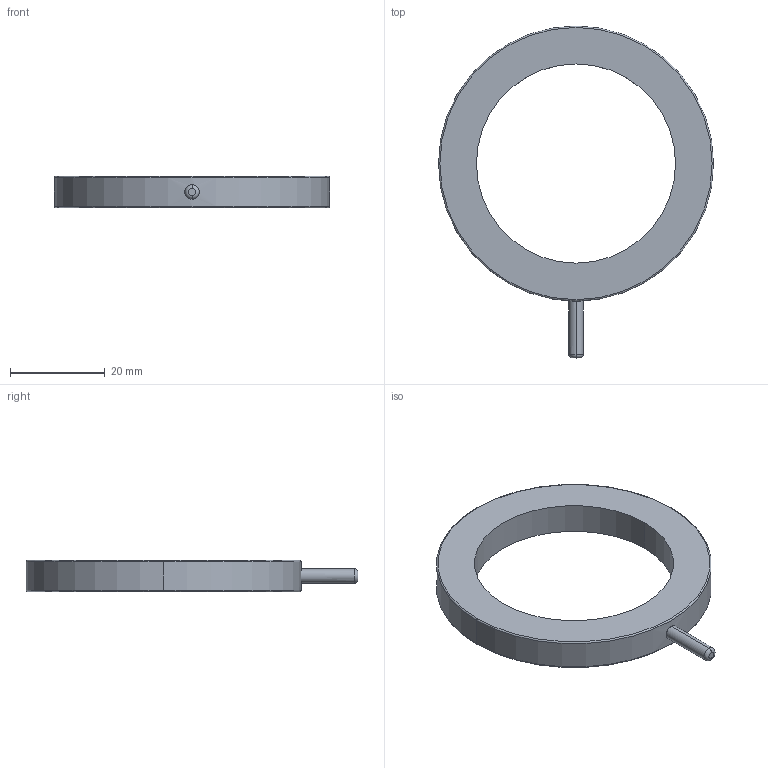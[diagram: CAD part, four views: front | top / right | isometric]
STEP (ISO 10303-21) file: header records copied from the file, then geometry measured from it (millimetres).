
FILE_DESCRIPTION (( 'STEP AP203' ), '1' );
FILE_NAME ('APID42-1.STEP', '2022-07-20T00:30:14', ( '' ), ( '' ), 'SwSTEP 2.0', 'SolidWorks 2021', '' );
FILE_SCHEMA (( 'CONFIG_CONTROL_DESIGN' ));
Length unit declared in the file: millimetre
Products named in the file (1): APID42-1
Bounding box: 58 x 70 x 6.6 mm (x, y, z)
Volume: 8370.6 mm3; surface area: 4650.2 mm2
Topology: 1 solids, 1 shells, 165 faces, 450 edges, 298 vertices
Faces by surface type: plane 153, torus 6, cylinder 6
Entity records: 5245 total; most frequent: CARTESIAN_POINT 964, ORIENTED_EDGE 900, DIRECTION 802, EDGE_CURVE 450, VECTOR 426, LINE 426, VERTEX_POINT 298, AXIS2_PLACEMENT_3D 188
